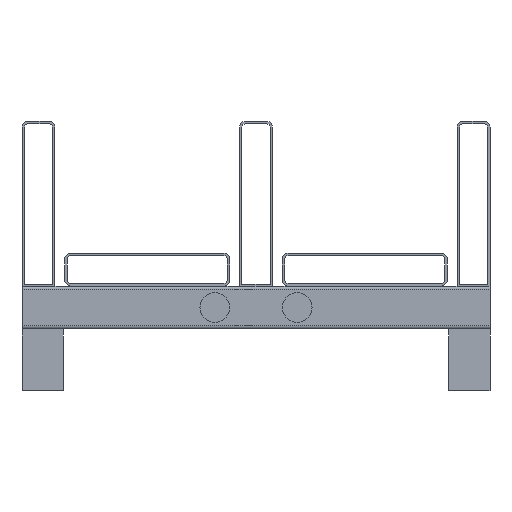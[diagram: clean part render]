
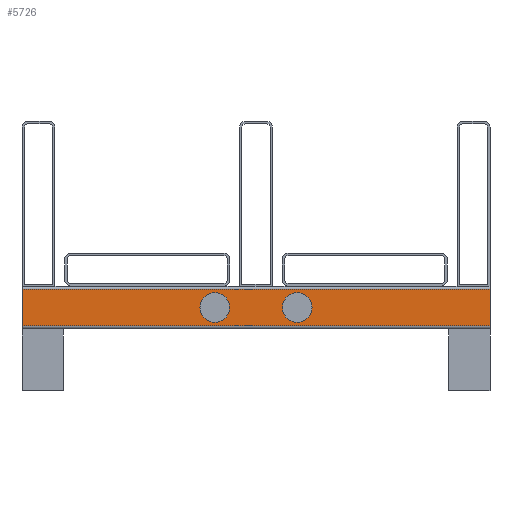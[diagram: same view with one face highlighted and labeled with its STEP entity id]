
A CAD part, front view. The second image highlights one B-rep face of the part: STEP entity #5726.
In plain terms, the highlighted planar face has unit normal (0, -1, 0).
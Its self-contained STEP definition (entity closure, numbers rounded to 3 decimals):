
#1254=DIRECTION('',(0.,0.,-1.));
#1255=VECTOR('',#1254,22.);
#1256=CARTESIAN_POINT('',(-142.,-1000.,24.));
#1257=LINE('',#1256,#1255);
#1536=DIRECTION('',(1.,0.,0.));
#1537=VECTOR('',#1536,284.);
#1538=CARTESIAN_POINT('',(-142.,-1000.,2.));
#1539=LINE('',#1538,#1537);
#1550=DIRECTION('',(1.,0.,0.));
#1551=VECTOR('',#1550,284.);
#1552=CARTESIAN_POINT('',(-142.,-1000.,24.));
#1553=LINE('',#1552,#1551);
#1557=CARTESIAN_POINT('',(25.,-1000.,13.));
#1558=DIRECTION('',(0.,-1.,0.));
#1559=DIRECTION('',(-1.,0.,0.));
#1560=AXIS2_PLACEMENT_3D('',#1557,#1558,#1559);
#1565=CARTESIAN_POINT('',(25.,-1000.,13.));
#1566=DIRECTION('',(0.,-1.,0.));
#1567=DIRECTION('',(1.,0.,0.));
#1568=AXIS2_PLACEMENT_3D('',#1565,#1566,#1567);
#1573=CARTESIAN_POINT('',(-25.,-1000.,13.));
#1574=DIRECTION('',(0.,-1.,0.));
#1575=DIRECTION('',(-1.,0.,0.));
#1576=AXIS2_PLACEMENT_3D('',#1573,#1574,#1575);
#1581=CARTESIAN_POINT('',(-25.,-1000.,13.));
#1582=DIRECTION('',(0.,-1.,0.));
#1583=DIRECTION('',(1.,0.,0.));
#1584=AXIS2_PLACEMENT_3D('',#1581,#1582,#1583);
#1649=DIRECTION('',(0.,0.,-1.));
#1650=VECTOR('',#1649,22.);
#1651=CARTESIAN_POINT('',(142.,-1000.,24.));
#1652=LINE('',#1651,#1650);
#4101=CARTESIAN_POINT('',(-142.,-1000.,24.));
#4102=CARTESIAN_POINT('',(-142.,-1000.,2.));
#4103=VERTEX_POINT('',#4101);
#4104=VERTEX_POINT('',#4102);
#4109=CARTESIAN_POINT('',(142.,-1000.,24.));
#4110=CARTESIAN_POINT('',(142.,-1000.,2.));
#4111=VERTEX_POINT('',#4109);
#4112=VERTEX_POINT('',#4110);
#4413=CARTESIAN_POINT('',(16.,-1000.,13.));
#4414=VERTEX_POINT('',#4413);
#4415=CARTESIAN_POINT('',(34.,-1000.,13.));
#4416=VERTEX_POINT('',#4415);
#4417=CARTESIAN_POINT('',(-34.,-1000.,13.));
#4418=VERTEX_POINT('',#4417);
#4419=CARTESIAN_POINT('',(-16.,-1000.,13.));
#4420=VERTEX_POINT('',#4419);
#5702=CARTESIAN_POINT('',(-142.,-1000.,24.));
#5703=DIRECTION('',(0.,-1.,0.));
#5704=DIRECTION('',(0.,0.,-1.));
#5705=AXIS2_PLACEMENT_3D('',#5702,#5703,#5704);
#5706=PLANE('',#5705);
#5707=ORIENTED_EDGE('',*,*,#5507,.F.);
#5708=ORIENTED_EDGE('',*,*,#4851,.T.);
#5710=ORIENTED_EDGE('',*,*,#5709,.T.);
#5711=ORIENTED_EDGE('',*,*,#5692,.F.);
#5712=EDGE_LOOP('',(#5707,#5708,#5710,#5711));
#5713=FACE_OUTER_BOUND('',#5712,.F.);
#5715=ORIENTED_EDGE('',*,*,#5714,.T.);
#5717=ORIENTED_EDGE('',*,*,#5716,.T.);
#5718=EDGE_LOOP('',(#5715,#5717));
#5719=FACE_BOUND('',#5718,.F.);
#5721=ORIENTED_EDGE('',*,*,#5720,.T.);
#5723=ORIENTED_EDGE('',*,*,#5722,.T.);
#5724=EDGE_LOOP('',(#5721,#5723));
#5725=FACE_BOUND('',#5724,.F.);
#1561=CIRCLE('',#1560,9.);
#1569=CIRCLE('',#1568,9.);
#1577=CIRCLE('',#1576,9.);
#1585=CIRCLE('',#1584,9.);
#4851=EDGE_CURVE('',#4103,#4111,#1553,.T.);
#5507=EDGE_CURVE('',#4103,#4104,#1257,.T.);
#5692=EDGE_CURVE('',#4104,#4112,#1539,.T.);
#5709=EDGE_CURVE('',#4111,#4112,#1652,.T.);
#5714=EDGE_CURVE('',#4414,#4416,#1561,.T.);
#5716=EDGE_CURVE('',#4416,#4414,#1569,.T.);
#5720=EDGE_CURVE('',#4418,#4420,#1577,.T.);
#5722=EDGE_CURVE('',#4420,#4418,#1585,.T.);
#5726=ADVANCED_FACE('',(#5713,#5719,#5725),#5706,.T.);
